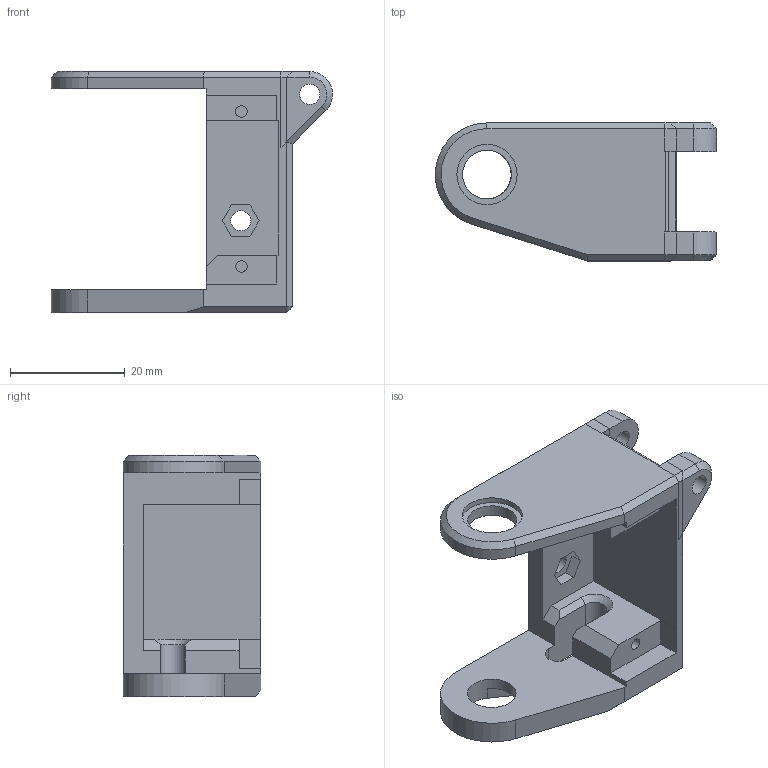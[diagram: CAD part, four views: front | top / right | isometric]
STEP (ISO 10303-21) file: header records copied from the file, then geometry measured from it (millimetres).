
FILE_DESCRIPTION(/* description */ (''),/* implementation_level */ '2;1');
FILE_NAME(/* name */ 'leftBracket.stp.step',/* time_stamp */ '2018-01-21T23:21:37+01:00',/* author */ ('autodesknospam'),/* organization */ (''),/* preprocessor_version */ 'ST-DEVELOPER v16.13',/* originating_system */ 'Autodesk Translation Framework v6.5.0.72',/* authorisation */ '');
FILE_SCHEMA (('AUTOMOTIVE_DESIGN { 1 0 10303 214 3 1 1 }'));
Length unit declared in the file: millimetre
Products named in the file (1): leftBracket
Bounding box: 48.97 x 24 x 42 mm (x, y, z)
Volume: 11090.9 mm3; surface area: 7437.8 mm2
Topology: 1 solids, 1 shells, 91 faces, 247 edges, 159 vertices
Faces by surface type: plane 69, cylinder 18, cone 4
Full cylindrical faces by diameter (mm): 2 x2, 3.5 x3, 8.5 x2, 10.5 x1
Entity records: 2913 total; most frequent: CARTESIAN_POINT 498, ORIENTED_EDGE 494, DIRECTION 491, EDGE_CURVE 247, LINE 187, VECTOR 187, VERTEX_POINT 159, AXIS2_PLACEMENT_3D 152
